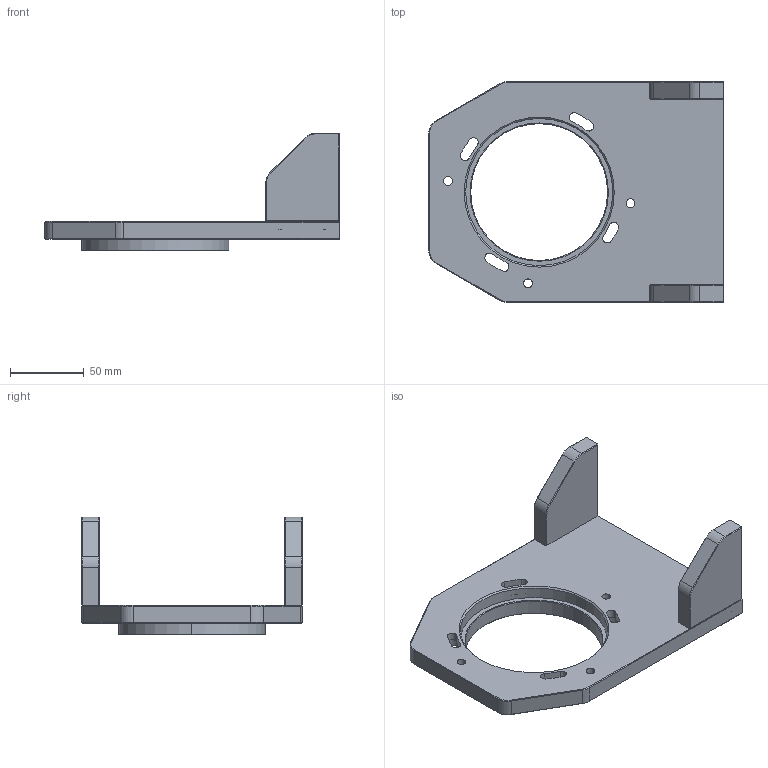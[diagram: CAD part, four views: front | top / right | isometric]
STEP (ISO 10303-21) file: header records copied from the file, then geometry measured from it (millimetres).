
FILE_DESCRIPTION (( 'STEP AP203' ), '1' );
FILE_NAME ('DP24126-D_CMHOCR064.step', '2021-11-18T16:39:59', ( '' ), ( '' ), 'SwSTEP 2.0', 'SolidWorks 2021', '' );
FILE_SCHEMA (( 'CONFIG_CONTROL_DESIGN' ));
Length unit declared in the file: millimetre
Products named in the file (1): DP24126-D_CMHOCR064
Bounding box: 200 x 150 x 80 mm (x, y, z)
Surface area: 77108.7 mm2 (no closed solid volume)
Topology: 0 solids, 11 shells, 202 faces, 528 edges, 332 vertices
Faces by surface type: plane 82, cylinder 80, cone 32, torus 8
Entity records: 6231 total; most frequent: DIRECTION 1150, CARTESIAN_POINT 1055, ORIENTED_EDGE 964, EDGE_CURVE 520, AXIS2_PLACEMENT_3D 427, VERTEX_POINT 332, LINE 296, VECTOR 296
